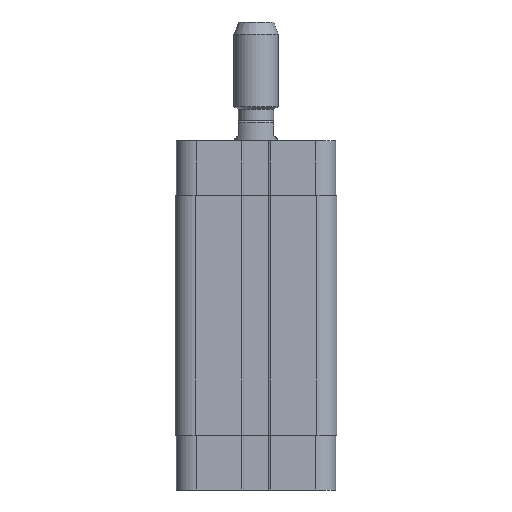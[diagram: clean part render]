
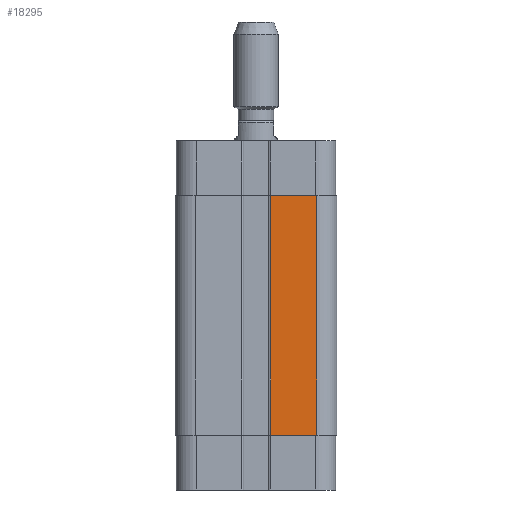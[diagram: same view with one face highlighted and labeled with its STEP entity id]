
A CAD part, front view. The second image highlights one B-rep face of the part: STEP entity #18295.
In plain terms, the highlighted planar face has unit normal (0, -1, 0).
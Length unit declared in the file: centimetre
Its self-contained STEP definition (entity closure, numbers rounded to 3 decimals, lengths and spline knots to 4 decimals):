
#590=PLANE($,#18828);
#1565=FACE_OUTER_BOUND($,#2642,.T.);
#2642=EDGE_LOOP($,(#16425,#16426,#16427,#16428));
#3856=LINE($,#37291,#5149);
#3917=LINE($,#37476,#5210);
#3936=LINE($,#37539,#5229);
#3937=LINE($,#37541,#5230);
#5149=VECTOR($,#20828,1.03);
#5210=VECTOR($,#21017,1.03);
#5229=VECTOR($,#21074,5.35);
#5230=VECTOR($,#21077,5.35);
#8314=VERTEX_POINT($,#37288);
#8315=VERTEX_POINT($,#37290);
#8374=VERTEX_POINT($,#37473);
#8375=VERTEX_POINT($,#37475);
#10977=EDGE_CURVE($,#8315,#8314,#3856,.T.);
#11070=EDGE_CURVE($,#8375,#8374,#3917,.T.);
#11102=EDGE_CURVE($,#8374,#8315,#3936,.T.);
#11103=EDGE_CURVE($,#8375,#8314,#3937,.T.);
#16425=ORIENTED_EDGE($,*,*,#10977,.T.);
#16426=ORIENTED_EDGE($,*,*,#11103,.F.);
#16427=ORIENTED_EDGE($,*,*,#11070,.T.);
#16428=ORIENTED_EDGE($,*,*,#11102,.T.);
#18295=ADVANCED_FACE($,(#1565),#590,.T.);
#18828=AXIS2_PLACEMENT_3D($,#37540,#21075,#21076);
#20828=DIRECTION($,(-1.,0.,0.));
#21017=DIRECTION($,(1.,0.,0.));
#21074=DIRECTION($,(0.,0.,1.));
#21075=DIRECTION('center_axis',(0.,-1.,0.));
#21076=DIRECTION('ref_axis',(1.,0.,0.));
#21077=DIRECTION($,(0.,0.,1.));
#37288=CARTESIAN_POINT('',(0.325,-1.805,6.575));
#37290=CARTESIAN_POINT('',(1.355,-1.805,6.575));
#37291=CARTESIAN_POINT($,(1.355,-1.805,6.575));
#37473=CARTESIAN_POINT('',(1.355,-1.805,1.225));
#37475=CARTESIAN_POINT('',(0.325,-1.805,1.225));
#37476=CARTESIAN_POINT($,(0.325,-1.805,1.225));
#37539=CARTESIAN_POINT($,(1.355,-1.805,1.225));
#37540=CARTESIAN_POINT('Origin',(1.355,-1.805,11.9));
#37541=CARTESIAN_POINT($,(0.325,-1.805,1.225));
